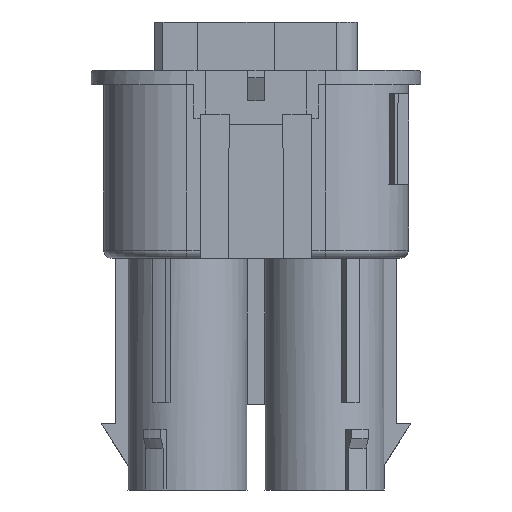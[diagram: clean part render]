
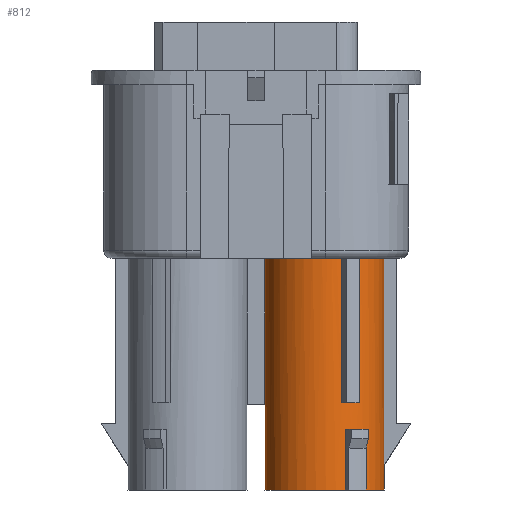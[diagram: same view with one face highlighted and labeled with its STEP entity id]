
A CAD part, front view. The second image highlights one B-rep face of the part: STEP entity #812.
In plain terms, the highlighted cylindrical face has radius 7.2 mm (diameter 14.4 mm), a full revolution.
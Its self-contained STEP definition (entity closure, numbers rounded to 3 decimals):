
#137=FACE_BOUND('',#1964,.T.);
#138=FACE_BOUND('',#1965,.T.);
#214=B_SPLINE_CURVE_WITH_KNOTS('',3,(#15020,#15021,#15022,#15023),
 .UNSPECIFIED.,.F.,.F.,(4,4),(0.,1.),.UNSPECIFIED.);
#812=ADVANCED_FACE('',(#137,#138),#1316,.T.);
#1316=CYLINDRICAL_SURFACE('',#10704,7.2);
#1964=EDGE_LOOP('',(#5400,#5401,#5402,#5403,#5404,#5405,#5406,#5407,#5408,
#5409,#5410,#5411,#5412,#5413,#5414,#5415,#5416,#5417,#5418,#5419,#5420));
#1965=EDGE_LOOP('',(#5421,#5422,#5423,#5424,#5425,#5426,#5427,#5428));
#2473=CIRCLE('',#10610,7.2);
#2474=CIRCLE('',#10611,7.2);
#2476=CIRCLE('',#10613,7.2);
#2483=CIRCLE('',#10620,7.2);
#2522=CIRCLE('',#10688,7.2);
#2524=CIRCLE('',#10690,7.2);
#2526=CIRCLE('',#10696,7.2);
#2527=CIRCLE('',#10697,7.2);
#2528=CIRCLE('',#10698,7.2);
#2529=CIRCLE('',#10699,7.2);
#2530=CIRCLE('',#10701,7.2);
#2531=CIRCLE('',#10702,7.2);
#2532=CIRCLE('',#10703,7.2);
#2924=LINE('',#14989,#4071);
#2929=LINE('',#15015,#4076);
#2930=LINE('',#15025,#4077);
#2931=LINE('',#15029,#4078);
#2932=LINE('',#15033,#4079);
#2933=LINE('',#15037,#4080);
#2934=LINE('',#15038,#4081);
#2935=LINE('',#15042,#4082);
#2936=LINE('',#15043,#4083);
#2937=LINE('',#15047,#4084);
#2938=LINE('',#15048,#4085);
#2939=LINE('',#15052,#4086);
#2940=LINE('',#15053,#4087);
#2941=LINE('',#15057,#4088);
#4071=VECTOR('',#11818,1.);
#4076=VECTOR('',#11825,1.);
#4077=VECTOR('',#11832,1.);
#4078=VECTOR('',#11835,1.);
#4079=VECTOR('',#11838,1.);
#4080=VECTOR('',#11841,1.);
#4081=VECTOR('',#11842,1.);
#4082=VECTOR('',#11845,1.);
#4083=VECTOR('',#11846,1.);
#4084=VECTOR('',#11849,1.);
#4085=VECTOR('',#11850,1.);
#4086=VECTOR('',#11853,1.);
#4087=VECTOR('',#11854,1.);
#4088=VECTOR('',#11857,1.);
#5400=ORIENTED_EDGE('',*,*,#9197,.T.);
#5401=ORIENTED_EDGE('',*,*,#9398,.F.);
#5402=ORIENTED_EDGE('',*,*,#9399,.F.);
#5403=ORIENTED_EDGE('',*,*,#9400,.F.);
#5404=ORIENTED_EDGE('',*,*,#9401,.F.);
#5405=ORIENTED_EDGE('',*,*,#9402,.T.);
#5406=ORIENTED_EDGE('',*,*,#9403,.T.);
#5407=ORIENTED_EDGE('',*,*,#9404,.T.);
#5408=ORIENTED_EDGE('',*,*,#9405,.T.);
#5409=ORIENTED_EDGE('',*,*,#9174,.T.);
#5410=ORIENTED_EDGE('',*,*,#9406,.F.);
#5411=ORIENTED_EDGE('',*,*,#9407,.F.);
#5412=ORIENTED_EDGE('',*,*,#9408,.T.);
#5413=ORIENTED_EDGE('',*,*,#9170,.T.);
#5414=ORIENTED_EDGE('',*,*,#9409,.F.);
#5415=ORIENTED_EDGE('',*,*,#9410,.T.);
#5416=ORIENTED_EDGE('',*,*,#9411,.T.);
#5417=ORIENTED_EDGE('',*,*,#9166,.T.);
#5418=ORIENTED_EDGE('',*,*,#9412,.F.);
#5419=ORIENTED_EDGE('',*,*,#9413,.F.);
#5420=ORIENTED_EDGE('',*,*,#9414,.T.);
#5421=ORIENTED_EDGE('',*,*,#9386,.F.);
#5422=ORIENTED_EDGE('',*,*,#9415,.F.);
#5423=ORIENTED_EDGE('',*,*,#9416,.F.);
#5424=ORIENTED_EDGE('',*,*,#9417,.F.);
#5425=ORIENTED_EDGE('',*,*,#9382,.F.);
#5426=ORIENTED_EDGE('',*,*,#9396,.F.);
#5427=ORIENTED_EDGE('',*,*,#9418,.F.);
#5428=ORIENTED_EDGE('',*,*,#9389,.F.);
#8139=VERTEX_POINT('',#14499);
#8140=VERTEX_POINT('',#14501);
#8143=VERTEX_POINT('',#14507);
#8144=VERTEX_POINT('',#14509);
#8147=VERTEX_POINT('',#14515);
#8148=VERTEX_POINT('',#14517);
#8170=VERTEX_POINT('',#14561);
#8171=VERTEX_POINT('',#14563);
#8332=VERTEX_POINT('',#14976);
#8333=VERTEX_POINT('',#14977);
#8336=VERTEX_POINT('',#14983);
#8337=VERTEX_POINT('',#14985);
#8338=VERTEX_POINT('',#14990);
#8343=VERTEX_POINT('',#15014);
#8345=VERTEX_POINT('',#15024);
#8346=VERTEX_POINT('',#15026);
#8347=VERTEX_POINT('',#15028);
#8348=VERTEX_POINT('',#15030);
#8349=VERTEX_POINT('',#15032);
#8350=VERTEX_POINT('',#15034);
#8351=VERTEX_POINT('',#15036);
#8352=VERTEX_POINT('',#15039);
#8353=VERTEX_POINT('',#15041);
#8354=VERTEX_POINT('',#15044);
#8355=VERTEX_POINT('',#15046);
#8356=VERTEX_POINT('',#15049);
#8357=VERTEX_POINT('',#15051);
#8358=VERTEX_POINT('',#15054);
#8359=VERTEX_POINT('',#15056);
#9166=EDGE_CURVE('',#8140,#8139,#2473,.T.);
#9170=EDGE_CURVE('',#8144,#8143,#2474,.T.);
#9174=EDGE_CURVE('',#8148,#8147,#2476,.T.);
#9197=EDGE_CURVE('',#8171,#8170,#2483,.T.);
#9382=EDGE_CURVE('',#8332,#8333,#2522,.T.);
#9386=EDGE_CURVE('',#8336,#8337,#2524,.T.);
#9389=EDGE_CURVE('',#8337,#8338,#2924,.T.);
#9396=EDGE_CURVE('',#8343,#8332,#2929,.T.);
#9398=EDGE_CURVE('',#8345,#8170,#214,.T.);
#9399=EDGE_CURVE('',#8346,#8345,#2930,.T.);
#9400=EDGE_CURVE('',#8347,#8346,#2526,.T.);
#9401=EDGE_CURVE('',#8348,#8347,#2931,.T.);
#9402=EDGE_CURVE('',#8348,#8349,#2527,.T.);
#9403=EDGE_CURVE('',#8349,#8350,#2932,.T.);
#9404=EDGE_CURVE('',#8350,#8351,#2528,.T.);
#9405=EDGE_CURVE('',#8351,#8148,#2933,.T.);
#9406=EDGE_CURVE('',#8352,#8147,#2934,.T.);
#9407=EDGE_CURVE('',#8353,#8352,#2529,.T.);
#9408=EDGE_CURVE('',#8353,#8144,#2935,.T.);
#9409=EDGE_CURVE('',#8354,#8143,#2936,.T.);
#9410=EDGE_CURVE('',#8354,#8355,#10553,.T.);
#9411=EDGE_CURVE('',#8355,#8140,#2937,.T.);
#9412=EDGE_CURVE('',#8356,#8139,#2938,.T.);
#9413=EDGE_CURVE('',#8357,#8356,#2530,.T.);
#9414=EDGE_CURVE('',#8357,#8171,#2939,.T.);
#9415=EDGE_CURVE('',#8358,#8336,#2940,.T.);
#9416=EDGE_CURVE('',#8359,#8358,#2531,.T.);
#9417=EDGE_CURVE('',#8333,#8359,#2941,.T.);
#9418=EDGE_CURVE('',#8338,#8343,#2532,.T.);
#10553=ELLIPSE('',#10700,13.399,7.2);
#10610=AXIS2_PLACEMENT_3D('',#14500,#11497,#11498);
#10611=AXIS2_PLACEMENT_3D('',#14508,#11502,#11503);
#10613=AXIS2_PLACEMENT_3D('',#14516,#11508,#11509);
#10620=AXIS2_PLACEMENT_3D('',#14562,#11538,#11539);
#10688=AXIS2_PLACEMENT_3D('',#14975,#11806,#11807);
#10690=AXIS2_PLACEMENT_3D('',#14984,#11812,#11813);
#10696=AXIS2_PLACEMENT_3D('',#15027,#11833,#11834);
#10697=AXIS2_PLACEMENT_3D('',#15031,#11836,#11837);
#10698=AXIS2_PLACEMENT_3D('',#15035,#11839,#11840);
#10699=AXIS2_PLACEMENT_3D('',#15040,#11843,#11844);
#10700=AXIS2_PLACEMENT_3D('',#15045,#11847,#11848);
#10701=AXIS2_PLACEMENT_3D('',#15050,#11851,#11852);
#10702=AXIS2_PLACEMENT_3D('',#15055,#11855,#11856);
#10703=AXIS2_PLACEMENT_3D('',#15058,#11858,#11859);
#10704=AXIS2_PLACEMENT_3D('',#15059,#11860,#11861);
#11497=DIRECTION('',(0.,0.,-1.));
#11498=DIRECTION('',(-1.,0.,0.));
#11502=DIRECTION('',(0.,0.,-1.));
#11503=DIRECTION('',(-1.,0.,0.));
#11508=DIRECTION('',(0.,0.,-1.));
#11509=DIRECTION('',(-1.,0.,0.));
#11538=DIRECTION('',(0.,0.,-1.));
#11539=DIRECTION('',(-1.,0.,0.));
#11806=DIRECTION('',(0.,0.,-1.));
#11807=DIRECTION('',(-1.,0.,0.));
#11812=DIRECTION('',(0.,0.,-1.));
#11813=DIRECTION('',(-1.,0.,0.));
#11818=DIRECTION('',(0.,0.,1.));
#11825=DIRECTION('',(0.,0.,-1.));
#11832=DIRECTION('',(0.,0.,-1.));
#11833=DIRECTION('',(0.,0.,1.));
#11834=DIRECTION('',(-1.,0.,0.));
#11835=DIRECTION('',(0.,0.,1.));
#11836=DIRECTION('',(0.,0.,-1.));
#11837=DIRECTION('',(-1.,0.,0.));
#11838=DIRECTION('',(0.,0.,1.));
#11839=DIRECTION('',(0.,0.,-1.));
#11840=DIRECTION('',(-1.,0.,0.));
#11841=DIRECTION('',(0.,0.,-1.));
#11842=DIRECTION('',(0.,0.,1.));
#11843=DIRECTION('',(0.,0.,1.));
#11844=DIRECTION('',(0.,1.,0.));
#11845=DIRECTION('',(0.,0.,1.));
#11846=DIRECTION('',(0.,0.,1.));
#11847=DIRECTION('',(0.843,0.,-0.537));
#11848=DIRECTION('',(0.537,0.,0.843));
#11849=DIRECTION('',(0.,0.,1.));
#11850=DIRECTION('',(0.,0.,1.));
#11851=DIRECTION('',(0.,0.,1.));
#11852=DIRECTION('',(0.,1.,0.));
#11853=DIRECTION('',(0.,0.,1.));
#11854=DIRECTION('',(0.,0.,-1.));
#11855=DIRECTION('',(0.,0.,-1.));
#11856=DIRECTION('',(-0.5,0.866,0.));
#11857=DIRECTION('',(0.,0.,1.));
#11858=DIRECTION('',(0.,0.,-1.));
#11859=DIRECTION('',(0.5,0.866,0.));
#11860=DIRECTION('',(0.,0.,1.));
#11861=DIRECTION('',(1.,0.,0.));
#14499=CARTESIAN_POINT('',(11.699,-6.32,-28.5));
#14500=CARTESIAN_POINT('',(8.25,0.,-28.5));
#14501=CARTESIAN_POINT('',(15.411,-0.75,-28.5));
#14507=CARTESIAN_POINT('',(15.411,0.75,-28.5));
#14508=CARTESIAN_POINT('',(8.25,0.,-28.5));
#14509=CARTESIAN_POINT('',(11.699,6.32,-28.5));
#14515=CARTESIAN_POINT('',(10.356,6.885,-28.5));
#14516=CARTESIAN_POINT('',(8.25,0.,-28.5));
#14517=CARTESIAN_POINT('',(9.334,7.118,-28.5));
#14561=CARTESIAN_POINT('',(8.507,-7.195,-28.5));
#14562=CARTESIAN_POINT('',(8.25,0.,-28.5));
#14563=CARTESIAN_POINT('',(10.356,-6.885,-28.5));
#14975=CARTESIAN_POINT('',(8.25,0.,-56.4));
#14976=CARTESIAN_POINT('',(12.839,5.548,-56.4));
#14977=CARTESIAN_POINT('',(12.839,-5.548,-56.4));
#14983=CARTESIAN_POINT('',(10.76,-6.748,-56.4));
#14984=CARTESIAN_POINT('',(8.25,0.,-56.4));
#14985=CARTESIAN_POINT('',(10.76,6.748,-56.4));
#14989=CARTESIAN_POINT('',(10.76,6.748,-56.35));
#14990=CARTESIAN_POINT('',(10.76,6.748,-49.1));
#15014=CARTESIAN_POINT('',(12.839,5.548,-49.1));
#15015=CARTESIAN_POINT('',(12.839,5.548,-56.35));
#15020=CARTESIAN_POINT('',(7.986,-7.195,-28.5));
#15021=CARTESIAN_POINT('',(8.16,-7.195,-28.5));
#15022=CARTESIAN_POINT('',(8.333,-7.195,-28.5));
#15023=CARTESIAN_POINT('',(8.507,-7.195,-28.5));
#15024=CARTESIAN_POINT('',(7.98,-7.195,-28.5));
#15025=CARTESIAN_POINT('',(7.986,-7.195,-26.1));
#15026=CARTESIAN_POINT('',(7.986,-7.195,-26.1));
#15027=CARTESIAN_POINT('',(8.25,0.,-26.1));
#15028=CARTESIAN_POINT('',(1.067,-0.5,-26.1));
#15029=CARTESIAN_POINT('',(1.067,-0.5,-29.791));
#15030=CARTESIAN_POINT('',(1.067,-0.5,-46.1));
#15031=CARTESIAN_POINT('',(8.25,0.,-46.1));
#15032=CARTESIAN_POINT('',(1.067,0.5,-46.1));
#15033=CARTESIAN_POINT('',(1.067,0.5,-29.791));
#15034=CARTESIAN_POINT('',(1.067,0.5,-26.1));
#15035=CARTESIAN_POINT('',(8.25,0.,-26.1));
#15036=CARTESIAN_POINT('',(9.334,7.118,-26.1));
#15037=CARTESIAN_POINT('',(9.334,7.118,-27.3));
#15038=CARTESIAN_POINT('',(10.356,6.885,-29.791));
#15039=CARTESIAN_POINT('',(10.356,6.885,-45.9));
#15040=CARTESIAN_POINT('',(8.25,0.,-45.9));
#15041=CARTESIAN_POINT('',(11.699,6.32,-45.9));
#15042=CARTESIAN_POINT('',(11.699,6.32,-29.791));
#15043=CARTESIAN_POINT('',(15.411,0.75,-29.791));
#15044=CARTESIAN_POINT('',(15.411,0.75,-53.502));
#15045=CARTESIAN_POINT('',(8.25,0.,-64.741));
#15046=CARTESIAN_POINT('',(15.411,-0.75,-53.502));
#15047=CARTESIAN_POINT('',(15.411,-0.75,-29.791));
#15048=CARTESIAN_POINT('',(11.699,-6.32,-29.791));
#15049=CARTESIAN_POINT('',(11.699,-6.32,-45.9));
#15050=CARTESIAN_POINT('',(8.25,0.,-45.9));
#15051=CARTESIAN_POINT('',(10.356,-6.885,-45.9));
#15052=CARTESIAN_POINT('',(10.356,-6.885,-29.791));
#15053=CARTESIAN_POINT('',(10.76,-6.748,-49.1));
#15054=CARTESIAN_POINT('',(10.76,-6.748,-49.1));
#15055=CARTESIAN_POINT('',(8.25,0.,-49.1));
#15056=CARTESIAN_POINT('',(12.839,-5.548,-49.1));
#15057=CARTESIAN_POINT('',(12.839,-5.548,-56.));
#15058=CARTESIAN_POINT('',(8.25,0.,-49.1));
#15059=CARTESIAN_POINT('',(8.25,0.,-58.6));
